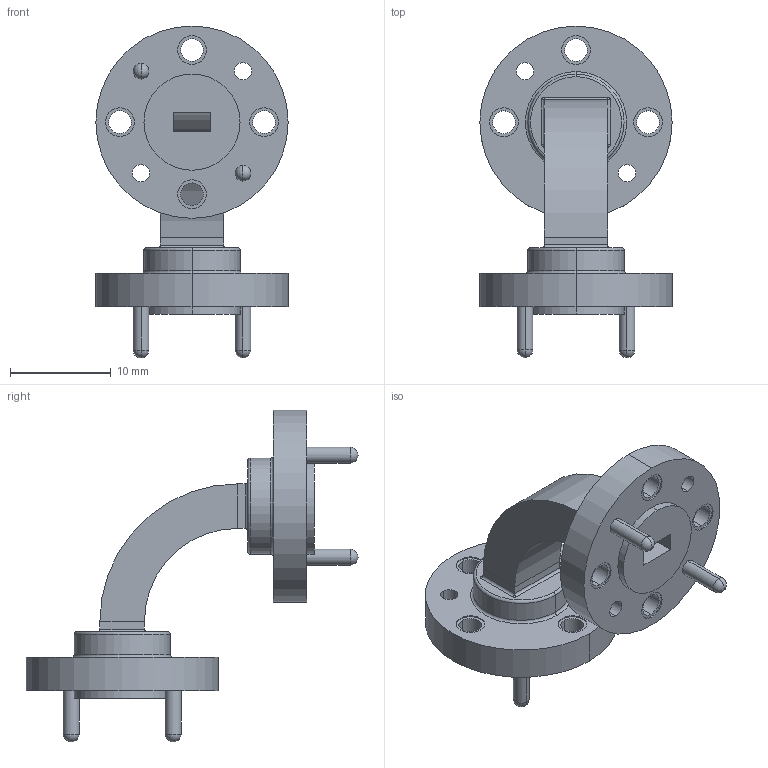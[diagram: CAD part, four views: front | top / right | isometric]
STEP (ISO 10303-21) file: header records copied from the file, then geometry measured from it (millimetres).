
FILE_DESCRIPTION (( 'STEP AP203' ), '1' );
FILE_NAME ('PE-W15B002.step', '2019-03-11T20:24:03', ( '' ), ( '' ), 'SwSTEP 2.0', 'SolidWorks 2017', '' );
FILE_SCHEMA (( 'CONFIG_CONTROL_DESIGN' ));
Length unit declared in the file: inch
Products named in the file (1): PE-W15B002
Bounding box: 19.05 x 32.89 x 32.89 mm (x, y, z)
Volume: 2571.5 mm3; surface area: 2719.9 mm2
Topology: 1 solids, 1 shells, 156 faces, 364 edges, 220 vertices
Faces by surface type: cylinder 88, plane 44, torus 16, sphere 8
Entity records: 4451 total; most frequent: DIRECTION 862, CARTESIAN_POINT 709, ORIENTED_EDGE 680, AXIS2_PLACEMENT_3D 365, EDGE_CURVE 340, VERTEX_POINT 212, CIRCLE 208, EDGE_LOOP 208
